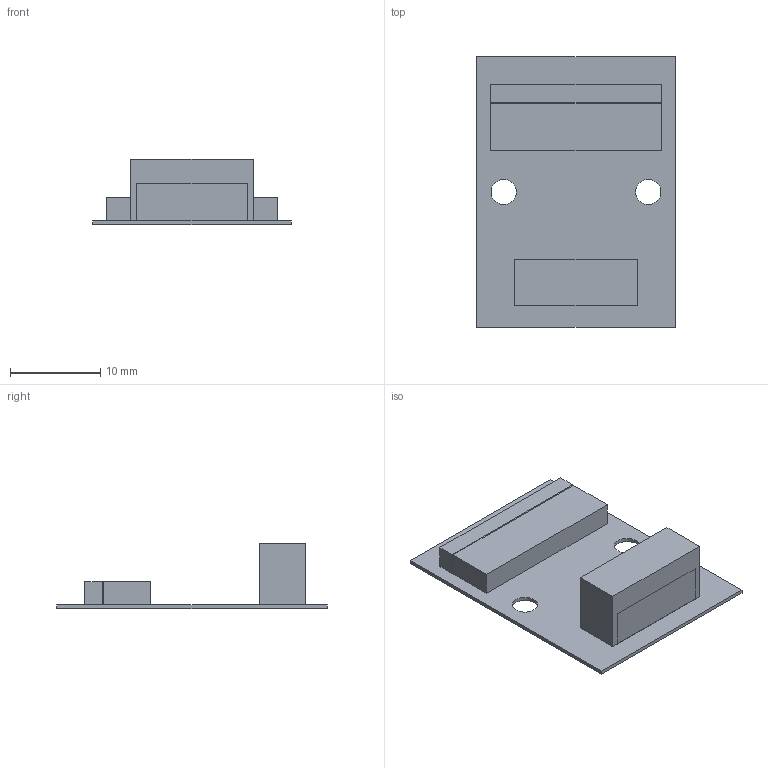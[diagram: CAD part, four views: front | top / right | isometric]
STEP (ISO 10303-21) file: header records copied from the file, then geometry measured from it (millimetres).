
FILE_DESCRIPTION(('Open CASCADE Model'),'2;1');
FILE_NAME('Open CASCADE Shape Model','2024-04-04T09:31:17',('Author'),( 'Open CASCADE'),'Open CASCADE STEP processor 7.5','Open CASCADE 7.5' ,'Unknown');
FILE_SCHEMA(('AUTOMOTIVE_DESIGN { 1 0 10303 214 1 1 1 1 }'));
Length unit declared in the file: millimetre
Products named in the file (13): PCB; Board; Open CASCADE STEP translator 7.5 1.1.1; P2; 6216102528; Extruded; 6216093408; P1; 6216102928; 6216096848
Assembly tree (12 placements, depth 4):
  PCB
    Board
      Open CASCADE STEP translator 7.5 1.1.1
    P2
      6216102528
        Extruded
      6216093408
        Extruded
    P1
      6216102928
        Extruded
      6216096848
        Extruded
Bounding box: 22 x 30 x 7.21 mm (x, y, z)
Volume: 1350.5 mm3; surface area: 2516.1 mm2
Topology: 5 solids, 5 shells, 41 faces, 93 edges, 62 vertices
Faces by surface type: plane 30, cylinder 11
Full cylindrical faces by diameter (mm): 0.8 x8, 1.5 x1, 2.8 x2
Entity records: 1466 total; most frequent: DIRECTION 223, CARTESIAN_POINT 209, ORIENTED_EDGE 186, EDGE_CURVE 93, AXIS2_PLACEMENT_3D 76, LINE 71, VECTOR 71, FACE_BOUND 63
